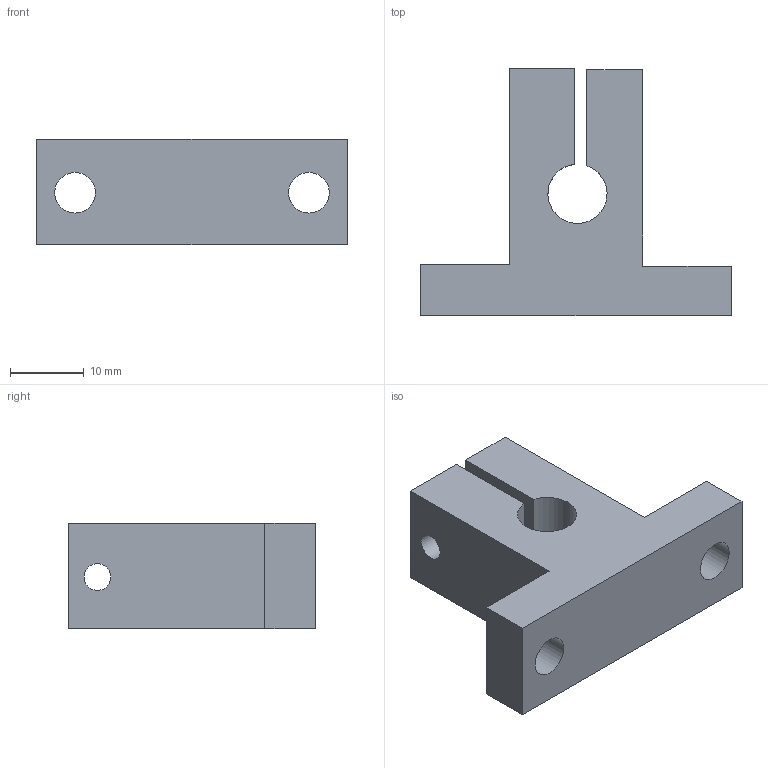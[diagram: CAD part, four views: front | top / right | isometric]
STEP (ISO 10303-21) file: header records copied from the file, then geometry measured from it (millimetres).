
FILE_DESCRIPTION(('FreeCAD Model'),'2;1');
FILE_NAME('8mm rod support with flange.stp', '2015-03-28T16:40:07',('FreeCAD'),('FreeCAD'), 'Open CASCADE STEP processor 6.6','FreeCAD','Unknown');
FILE_SCHEMA(('AUTOMOTIVE_DESIGN_CC2 { 1 2 10303 214 -1 1 5 4 }'));
Length unit declared in the file: millimetre
Products named in the file (1): 8mm_Rod_Support_with_Flange
Bounding box: 42 x 33.45 x 14.3 mm (x, y, z)
Volume: 9338.9 mm3; surface area: 4539.2 mm2
Topology: 1 solids, 1 shells, 20 faces, 56 edges, 39 vertices
Faces by surface type: plane 14, cylinder 6
Full cylindrical faces by diameter (mm): 3.6 x2, 5.5 x2, 6.75 x1
Entity records: 1443 total; most frequent: CARTESIAN_POINT 270, DIRECTION 220, LINE 134, VECTOR 134, ORIENTED_EDGE 112, PCURVE 112, DEFINITIONAL_REPRESENTATION 112, EDGE_CURVE 56
